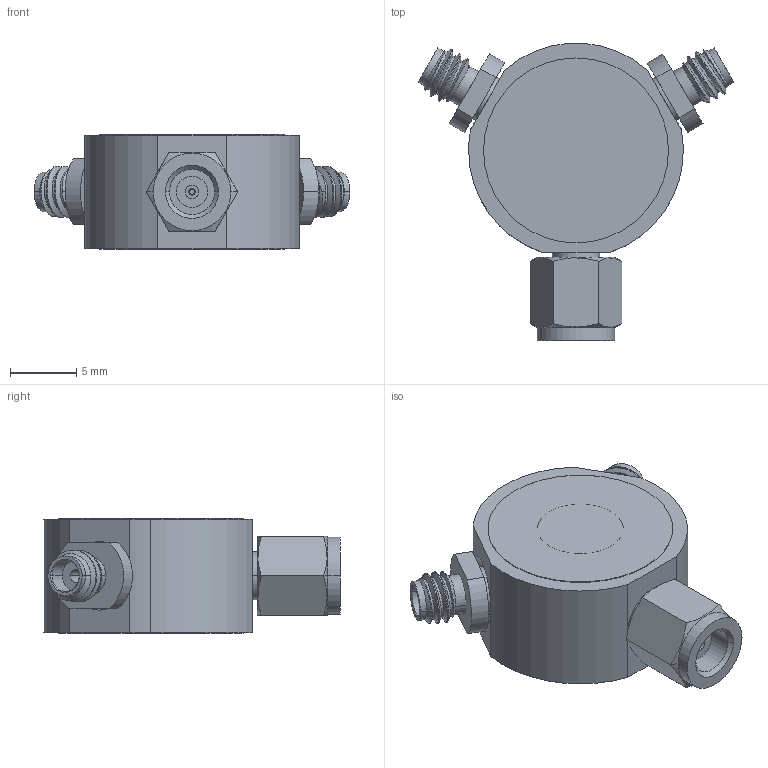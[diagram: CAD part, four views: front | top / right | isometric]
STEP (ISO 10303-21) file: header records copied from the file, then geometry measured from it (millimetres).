
FILE_DESCRIPTION (( 'STEP AP203' ), '1' );
FILE_NAME ('FMDV2108_3D.step', '2022-08-08T16:14:24', ( '' ), ( '' ), 'SwSTEP 2.0', 'SolidWorks 2021', '' );
FILE_SCHEMA (( 'CONFIG_CONTROL_DESIGN' ));
Length unit declared in the file: inch
Products named in the file (12): W241A(2)^FMDV2108; 3-83939_W241A^W241A(2)_FMDV2108; 3-61030^3-83770_W241A(2)_FMDV2108; 3-62222^3-83770_W241A(2)_FMDV2108; 3-83770^W241A(2)_FMDV2108; 3-83939_W241A-BACK^W241A(2)_FMDV2108; FMDV2108_3D; 3-83769^W241A(2)_FMDV2108; 3-83762^W241A(2)_FMDV2108; 3-61034^3-83770_W241A(2)_FMDV2108; 3-61032^3-83770_W241A(2)_FMDV2108; 3-60047^3-83769_W241A(2)_FMDV2108
Assembly tree (12 placements, depth 4):
  FMDV2108_3D
    W241A(2)^FMDV2108
      3-83769^W241A(2)_FMDV2108  x2
        3-60047^3-83769_W241A(2)_FMDV2108
      3-83770^W241A(2)_FMDV2108
        3-61030^3-83770_W241A(2)_FMDV2108
        3-62222^3-83770_W241A(2)_FMDV2108
        3-61032^3-83770_W241A(2)_FMDV2108
        3-61034^3-83770_W241A(2)_FMDV2108
      3-83762^W241A(2)_FMDV2108
      3-83939_W241A^W241A(2)_FMDV2108
      3-83939_W241A-BACK^W241A(2)_FMDV2108
Bounding box: 23.91 x 22.48 x 8.73 mm (x, y, z)
Volume: 1877.6 mm3; surface area: 2889.5 mm2
Topology: 9 solids, 9 shells, 558 faces, 1377 edges, 894 vertices
Faces by surface type: plane 226, cylinder 129, bspline 117, cone 86
Entity records: 23572 total; most frequent: CARTESIAN_POINT 10971, ORIENTED_EDGE 2484, DIRECTION 2019, EDGE_CURVE 1242, VERTEX_POINT 807, VECTOR 701, LINE 701, AXIS2_PLACEMENT_3D 659
